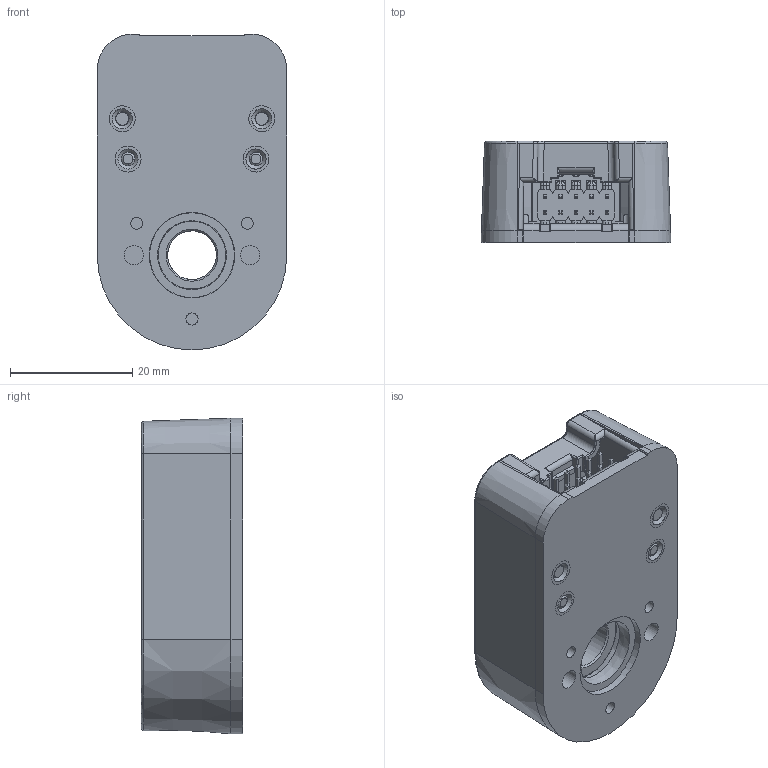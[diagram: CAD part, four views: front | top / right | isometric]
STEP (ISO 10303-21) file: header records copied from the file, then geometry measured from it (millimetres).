
FILE_DESCRIPTION(/* description */ ('SolidWorks IGES file using analytic representation for surfaces '),/* implementation_level */ '2;1');
FILE_NAME(/* name */ 'NTO3-05-K13-HC.stp',/* time_stamp */ '2017-11-09T10:57:25+01:00',/* author */ ('angelika.schneid'),/* organization */ (''),/* preprocessor_version */ 'ST-DEVELOPER v16.5',/* originating_system */ 'Autodesk Inventor 2017',/* authorisation */ '');
FILE_SCHEMA (('AUTOMOTIVE_DESIGN { 1 0 10303 214 3 1 1 }'));
Products named in the file (1): NTO3-05-K13-HC_vereinfacht
Bounding box: 31.05 x 16.59 x 51.76 mm (x, y, z)
Surface area: 13519.8 mm2 (no closed solid volume)
Topology: 0 solids, 1370 shells, 1372 faces, 6367 edges, 6102 vertices
Faces by surface type: plane 815, cylinder 280, cone 150, bspline 87, torus 20, sphere 20
Full cylindrical faces by diameter (mm): 0.813 x5, 1.981 x8, 2.261 x4, 2.375 x1, 2.667 x16, 2.845 x17, 3.175 x2, 3.302 x4, 4.064 x4, 4.762 x6, 4.763 x2, 4.953 x2, 5.563 x2, 8.004 x1, 9.525 x1, 9.576 x1, 12.37 x1, 12.7 x1, 12.751 x1, 13.208 x1
Entity records: 75688 total; most frequent: CARTESIAN_POINT 21972, DIRECTION 9586, ORIENTED_EDGE 6043, EDGE_CURVE 6041, VERTEX_POINT 6039, LINE 4176, VECTOR 4176, AXIS2_PLACEMENT_3D 2705
